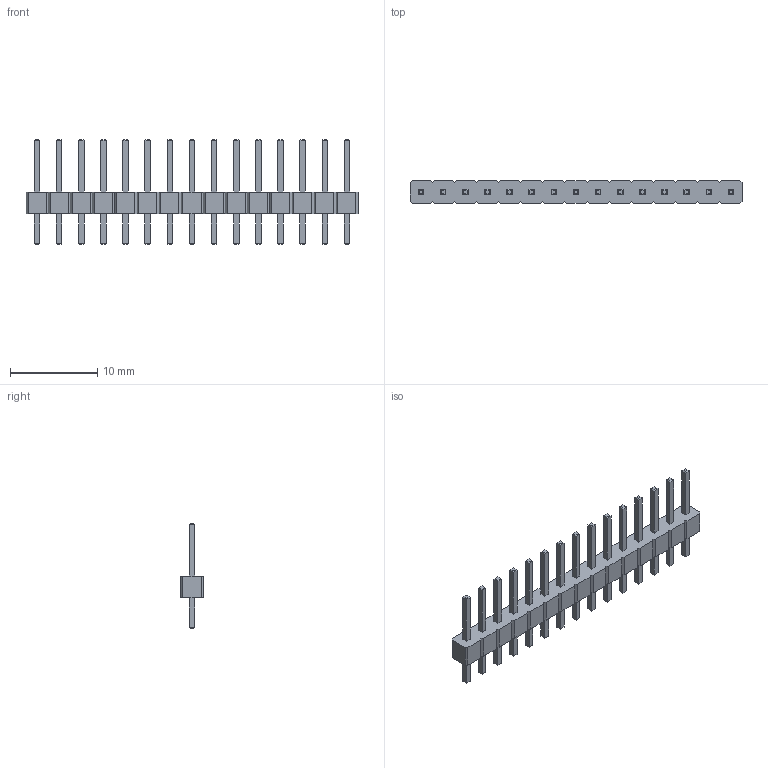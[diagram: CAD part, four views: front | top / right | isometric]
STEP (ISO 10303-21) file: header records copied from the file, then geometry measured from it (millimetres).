
FILE_DESCRIPTION(/* description */ (''),/* implementation_level */ '2;1');
FILE_NAME(/* name */ 'Headers1x15.step',/* time_stamp */ '2021-06-15T18:18:48-05:00',/* author */ (''),/* organization */ (''),/* preprocessor_version */ 'ST-DEVELOPER v18.1',/* originating_system */ 'Autodesk Translation Framework v10.9.0.1377',/* authorisation */ '');
FILE_SCHEMA (('AUTOMOTIVE_DESIGN { 1 0 10303 214 3 1 1 }'));
Length unit declared in the file: millimetre
Products named in the file (1): Headers1x15
Bounding box: 38.1 x 2.54 x 12 mm (x, y, z)
Volume: 294.2 mm3; surface area: 759.7 mm2
Topology: 1 solids, 1 shells, 364 faces, 876 edges, 544 vertices
Faces by surface type: plane 364
Entity records: 10349 total; most frequent: CARTESIAN_POINT 1785, ORIENTED_EDGE 1752, DIRECTION 1606, LINE 876, VECTOR 876, EDGE_CURVE 876, VERTEX_POINT 544, EDGE_LOOP 394
